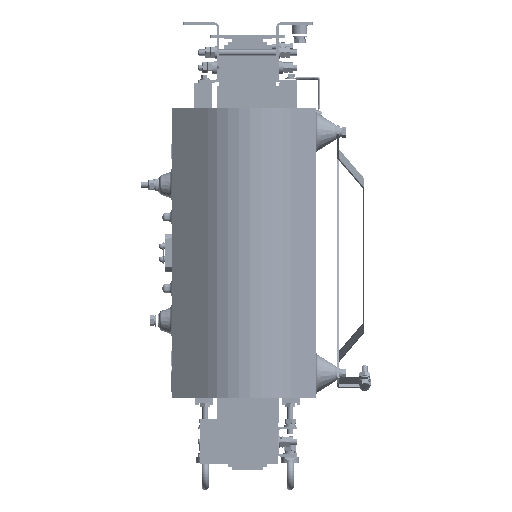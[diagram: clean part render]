
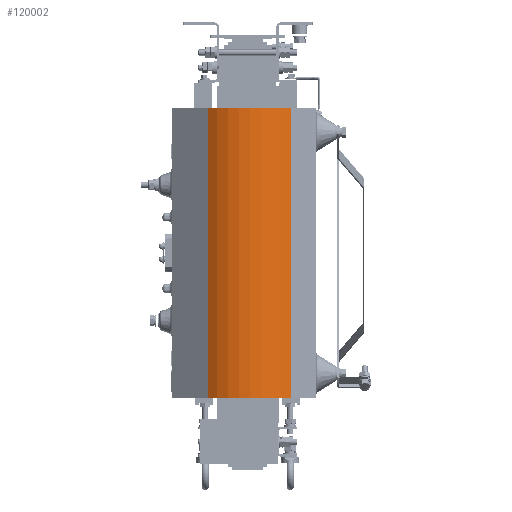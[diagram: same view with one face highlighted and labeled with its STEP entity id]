
A CAD part, left-side view. The second image highlights one B-rep face of the part: STEP entity #120002.
In plain terms, the highlighted cylindrical face has radius 107.5 mm (diameter 215 mm), a partial arc.
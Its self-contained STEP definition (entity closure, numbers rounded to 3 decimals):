
#1742 = VERTEX_POINT ( 'NONE', #27953 ) ;
#1773 = VERTEX_POINT ( 'NONE', #27961 ) ;
#1793 = VERTEX_POINT ( 'NONE', #27907 ) ;
#1796 = VERTEX_POINT ( 'NONE', #27908 ) ;
#14490 = AXIS2_PLACEMENT_3D ( 'NONE', #23735, #23750, #23748 ) ;
#23735 = CARTESIAN_POINT ( 'NONE',  ( -222., 1.25, 243. ) ) ;
#23748 = DIRECTION ( 'NONE',  ( 0., -1., 0. ) ) ;
#23750 = DIRECTION ( 'NONE',  ( 0., 0., -1. ) ) ;
#25139 = FACE_OUTER_BOUND ( 'NONE', #104827, .T. ) ;
#25160 = CYLINDRICAL_SURFACE ( 'NONE', #14490, 107.5 ) ;
#27907 = CARTESIAN_POINT ( 'NONE',  ( -300.857, -71.811, -237. ) ) ;
#27908 = CARTESIAN_POINT ( 'NONE',  ( -307.572, 66.317, -237. ) ) ;
#27953 = CARTESIAN_POINT ( 'NONE',  ( -300.857, -71.811, 243. ) ) ;
#27961 = CARTESIAN_POINT ( 'NONE',  ( -307.572, 66.317, 243. ) ) ;
#70378 = AXIS2_PLACEMENT_3D ( 'NONE', #104149, #104171, #104201 ) ;
#70456 = AXIS2_PLACEMENT_3D ( 'NONE', #104206, #104256, #104227 ) ;
#103004 = LINE ( 'NONE', #104089, #103006 ) ;
#103006 = VECTOR ( 'NONE', #104158, 1000. ) ;
#103042 = CIRCLE ( 'NONE', #70456, 107.5 ) ;
#103047 = CIRCLE ( 'NONE', #70378, 107.5 ) ;
#103077 = VECTOR ( 'NONE', #104330, 1000. ) ;
#103095 = LINE ( 'NONE', #104341, #103077 ) ;
#104089 = CARTESIAN_POINT ( 'NONE',  ( -307.572, 66.317, 243. ) ) ;
#104149 = CARTESIAN_POINT ( 'NONE',  ( -222., 1.25, 243. ) ) ;
#104158 = DIRECTION ( 'NONE',  ( 0., 0., -1. ) ) ;
#104171 = DIRECTION ( 'NONE',  ( 0., 0., 1. ) ) ;
#104201 = DIRECTION ( 'NONE',  ( 0., 1., 0. ) ) ;
#104206 = CARTESIAN_POINT ( 'NONE',  ( -222., 1.25, -237. ) ) ;
#104227 = DIRECTION ( 'NONE',  ( 0., 1., 0. ) ) ;
#104256 = DIRECTION ( 'NONE',  ( 0., 0., 1. ) ) ;
#104330 = DIRECTION ( 'NONE',  ( 0., 0., -1. ) ) ;
#104341 = CARTESIAN_POINT ( 'NONE',  ( -300.857, -71.811, 243. ) ) ;
#104827 = EDGE_LOOP ( 'NONE', ( #140232, #140243, #140272, #140297 ) ) ;
#120002 = ADVANCED_FACE ( 'NONE', ( #25139 ), #25160, .T. ) ;
#140232 = ORIENTED_EDGE ( 'NONE', *, *, #141343, .T. ) ;
#140243 = ORIENTED_EDGE ( 'NONE', *, *, #141381, .F. ) ;
#140272 = ORIENTED_EDGE ( 'NONE', *, *, #141309, .F. ) ;
#140297 = ORIENTED_EDGE ( 'NONE', *, *, #141284, .T. ) ;
#141284 = EDGE_CURVE ( 'NONE', #1773, #1796, #103004, .T. ) ;
#141309 = EDGE_CURVE ( 'NONE', #1773, #1742, #103047, .T. ) ;
#141343 = EDGE_CURVE ( 'NONE', #1796, #1793, #103042, .T. ) ;
#141381 = EDGE_CURVE ( 'NONE', #1742, #1793, #103095, .T. ) ;
